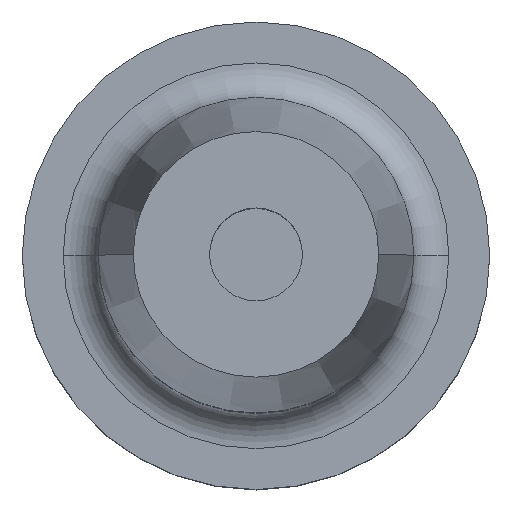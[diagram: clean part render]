
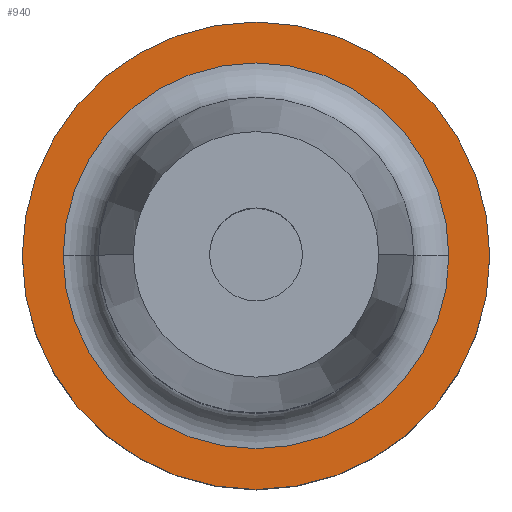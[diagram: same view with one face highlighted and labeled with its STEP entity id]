
A CAD part, top view. The second image highlights one B-rep face of the part: STEP entity #940.
In plain terms, the highlighted planar face has unit normal (0, 0, 1).
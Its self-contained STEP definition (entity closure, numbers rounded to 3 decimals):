
#6 = EDGE_CURVE ( 'NONE', #794, #82, #792, .T. ) ;
#16 = ORIENTED_EDGE ( 'NONE', *, *, #337, .F. ) ;
#28 = EDGE_CURVE ( 'NONE', #82, #794, #859, .T. ) ;
#40 = DIRECTION ( 'NONE',  ( 0., 0., -1. ) ) ;
#59 = AXIS2_PLACEMENT_3D ( 'NONE', #1044, #743, #562 ) ;
#82 = VERTEX_POINT ( 'NONE', #615 ) ;
#173 = DIRECTION ( 'NONE',  ( -1., 0., 0. ) ) ;
#232 = VERTEX_POINT ( 'NONE', #318 ) ;
#278 = AXIS2_PLACEMENT_3D ( 'NONE', #948, #471, #173 ) ;
#289 = CARTESIAN_POINT ( 'NONE',  ( 0., 20., 20. ) ) ;
#318 = CARTESIAN_POINT ( 'NONE',  ( -20., 0., 20. ) ) ;
#337 = EDGE_CURVE ( 'NONE', #1144, #232, #521, .T. ) ;
#366 = AXIS2_PLACEMENT_3D ( 'NONE', #626, #40, #717 ) ;
#376 = ORIENTED_EDGE ( 'NONE', *, *, #28, .T. ) ;
#378 = PLANE ( 'NONE',  #557 ) ;
#383 = DIRECTION ( 'NONE',  ( -1., 0., 0. ) ) ;
#425 = CARTESIAN_POINT ( 'NONE',  ( 20., 0., 20. ) ) ;
#468 = AXIS2_PLACEMENT_3D ( 'NONE', #1170, #577, #1263 ) ;
#471 = DIRECTION ( 'NONE',  ( 0., 0., -1. ) ) ;
#521 = CIRCLE ( 'NONE', #59, 20. ) ;
#557 = AXIS2_PLACEMENT_3D ( 'NONE', #289, #962, #383 ) ;
#562 = DIRECTION ( 'NONE',  ( -1., 0., 0. ) ) ;
#577 = DIRECTION ( 'NONE',  ( 0., 0., -1. ) ) ;
#615 = CARTESIAN_POINT ( 'NONE',  ( 16.5, 0., 20. ) ) ;
#624 = ORIENTED_EDGE ( 'NONE', *, *, #700, .F. ) ;
#626 = CARTESIAN_POINT ( 'NONE',  ( 0., 0., 20. ) ) ;
#700 = EDGE_CURVE ( 'NONE', #232, #1144, #912, .T. ) ;
#717 = DIRECTION ( 'NONE',  ( -1., 0., 0. ) ) ;
#740 = FACE_OUTER_BOUND ( 'NONE', #1024, .T. ) ;
#743 = DIRECTION ( 'NONE',  ( 0., 0., -1. ) ) ;
#792 = CIRCLE ( 'NONE', #278, 16.5 ) ;
#794 = VERTEX_POINT ( 'NONE', #920 ) ;
#800 = EDGE_LOOP ( 'NONE', ( #989, #376 ) ) ;
#859 = CIRCLE ( 'NONE', #468, 16.5 ) ;
#912 = CIRCLE ( 'NONE', #366, 20. ) ;
#920 = CARTESIAN_POINT ( 'NONE',  ( -16.5, 0., 20. ) ) ;
#940 = ADVANCED_FACE ( 'NONE', ( #1031, #740 ), #378, .F. ) ;
#948 = CARTESIAN_POINT ( 'NONE',  ( 0., 0., 20. ) ) ;
#962 = DIRECTION ( 'NONE',  ( 0., 0., -1. ) ) ;
#989 = ORIENTED_EDGE ( 'NONE', *, *, #6, .T. ) ;
#1024 = EDGE_LOOP ( 'NONE', ( #624, #16 ) ) ;
#1031 = FACE_BOUND ( 'NONE', #800, .T. ) ;
#1044 = CARTESIAN_POINT ( 'NONE',  ( 0., 0., 20. ) ) ;
#1144 = VERTEX_POINT ( 'NONE', #425 ) ;
#1170 = CARTESIAN_POINT ( 'NONE',  ( 0., 0., 20. ) ) ;
#1263 = DIRECTION ( 'NONE',  ( -1., 0., 0. ) ) ;
